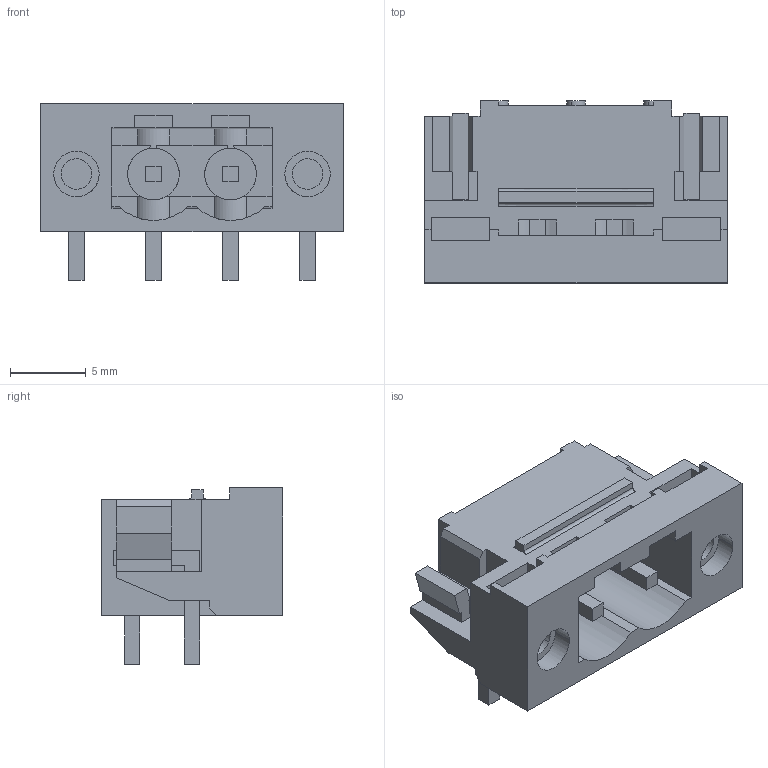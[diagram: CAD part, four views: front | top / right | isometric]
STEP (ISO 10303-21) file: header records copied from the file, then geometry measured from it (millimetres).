
FILE_DESCRIPTION(('CATIA V5R22 STEP214','CAx-IF Rec.Pracs.--- Model Styling and Organization---1.4--- 2014-01-23'),'2;1');
FILE_NAME ('D1456959_1_1837630000_1837630000.stp','2023-05-11T06:54:45+00:00',('none'),('Weidmueller'),'CATIA Version 5-6 Release 2016 SP3 HF44','CATIA V5 STEP AP214','none');
FILE_SCHEMA(('AUTOMOTIVE_DESIGN { 1 0 10303 214 1 1 1 1 }'));
Length unit declared in the file: millimetre
Products named in the file (1): 1837630000
Bounding box: 19.96 x 12 x 11.63 mm (x, y, z)
Volume: 931.7 mm3; surface area: 1886.9 mm2
Topology: 5 solids, 5 shells, 240 faces, 698 edges, 462 vertices
Faces by surface type: plane 201, cylinder 33, extrusion 6
Entity records: 7734 total; most frequent: CARTESIAN_POINT 1643, ORIENTED_EDGE 1396, DIRECTION 1012, EDGE_CURVE 698, VECTOR 582, LINE 576, VERTEX_POINT 462, EDGE_LOOP 258
